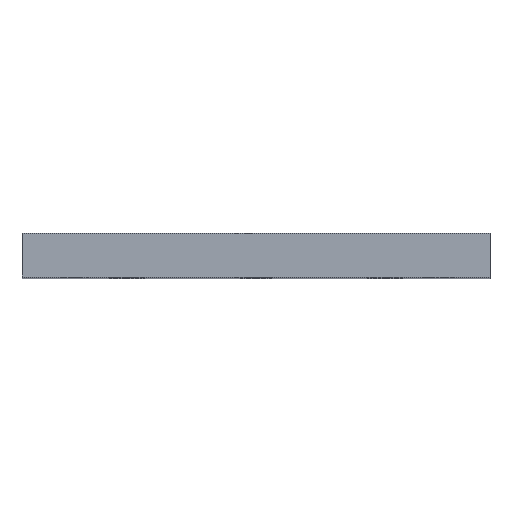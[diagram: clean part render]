
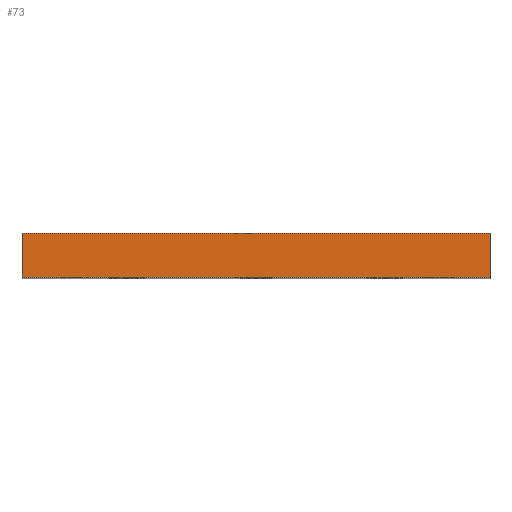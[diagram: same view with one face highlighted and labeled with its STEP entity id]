
A CAD part, top view. The second image highlights one B-rep face of the part: STEP entity #73.
In plain terms, the highlighted planar face has unit normal (0, 0, 1).
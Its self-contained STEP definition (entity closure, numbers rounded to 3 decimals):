
#73 = ADVANCED_FACE( '', ( #186 ), #187, .F. );
#186 = FACE_OUTER_BOUND( '', #417, .T. );
#187 = PLANE( '', #418 );
#417 = EDGE_LOOP( '', ( #644, #645, #646, #647 ) );
#418 = AXIS2_PLACEMENT_3D( '', #648, #649, #650 );
#644 = ORIENTED_EDGE( '', *, *, #977, .T. );
#645 = ORIENTED_EDGE( '', *, *, #978, .F. );
#646 = ORIENTED_EDGE( '', *, *, #979, .F. );
#647 = ORIENTED_EDGE( '', *, *, #980, .T. );
#648 = CARTESIAN_POINT( '', ( 32., -6., 135. ) );
#649 = DIRECTION( '', ( 0., 0., -1. ) );
#650 = DIRECTION( '', ( -1., 0., 0. ) );
#977 = EDGE_CURVE( '', #1100, #1101, #1102, .T. );
#978 = EDGE_CURVE( '', #1103, #1101, #1104, .T. );
#979 = EDGE_CURVE( '', #1105, #1103, #1106, .T. );
#980 = EDGE_CURVE( '', #1105, #1100, #1107, .T. );
#1100 = VERTEX_POINT( '', #1291 );
#1101 = VERTEX_POINT( '', #1292 );
#1102 = LINE( '', #1293, #1294 );
#1103 = VERTEX_POINT( '', #1295 );
#1104 = LINE( '', #1296, #1297 );
#1105 = VERTEX_POINT( '', #1298 );
#1106 = LINE( '', #1299, #1300 );
#1107 = LINE( '', #1301, #1302 );
#1291 = CARTESIAN_POINT( '', ( 32., 0., 135. ) );
#1292 = CARTESIAN_POINT( '', ( -32., 0., 135. ) );
#1293 = CARTESIAN_POINT( '', ( 32., 0., 135. ) );
#1294 = VECTOR( '', #1494, 1000. );
#1295 = CARTESIAN_POINT( '', ( -32., -6., 135. ) );
#1296 = CARTESIAN_POINT( '', ( -32., -6., 135. ) );
#1297 = VECTOR( '', #1495, 1000. );
#1298 = CARTESIAN_POINT( '', ( 32., -6., 135. ) );
#1299 = CARTESIAN_POINT( '', ( 32., -6., 135. ) );
#1300 = VECTOR( '', #1496, 1000. );
#1301 = CARTESIAN_POINT( '', ( 32., -6., 135. ) );
#1302 = VECTOR( '', #1497, 1000. );
#1494 = DIRECTION( '', ( -1., 0., 0. ) );
#1495 = DIRECTION( '', ( 0., 1., 0. ) );
#1496 = DIRECTION( '', ( -1., 0., 0. ) );
#1497 = DIRECTION( '', ( 0., 1., 0. ) );
